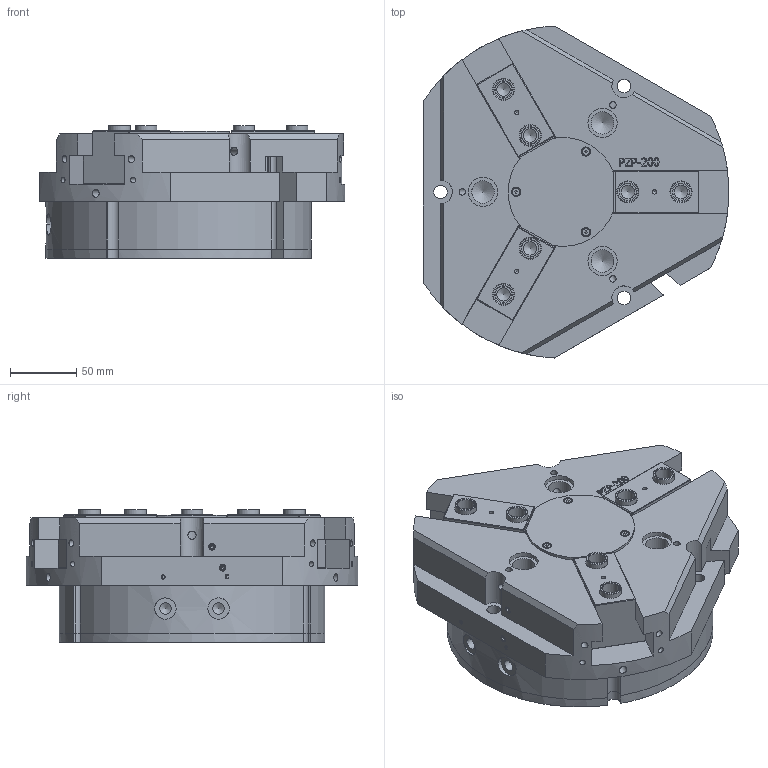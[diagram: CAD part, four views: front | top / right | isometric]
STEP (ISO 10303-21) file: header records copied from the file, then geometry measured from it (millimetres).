
FILE_DESCRIPTION(/* description */ (''),/* implementation_level */ '2;1');
FILE_NAME(/* name */ 'PZP-200-C1.stp',/* time_stamp */ '2020-07-01T14:25:40+02:00',/* author */ ('Emilio'),/* organization */ (''),/* preprocessor_version */ 'ST-DEVELOPER v17.2',/* originating_system */ 'Autodesk Inventor 2019',/* authorisation */ '');
FILE_SCHEMA (('AUTOMOTIVE_DESIGN { 1 0 10303 214 3 1 1 }'));
Length unit declared in the file: millimetre
Products named in the file (9): PZP-200-C1; PZP-200-CORPO-CLIENTE; PZP-200-FONDELLO-CLIENTE; ISO 10642  - M8  x  16; PZP-200-COPERCHIO-CLIENTE; DIN 913 - M5 x 5; PZP-200 GRIFFA C1 (OPP-200_PGP-200)-CLIENTE; ISO 10642  - M3  x  8; BOCCOLA 16H7L8.9
Assembly tree (27 placements, depth 2):
  PZP-200-C1
    PZP-200-CORPO-CLIENTE
    PZP-200-FONDELLO-CLIENTE
    ISO 10642  - M8  x  16  x8
    PZP-200-COPERCHIO-CLIENTE
    DIN 913 - M5 x 5  x4
    PZP-200 GRIFFA C1 (OPP-200_PGP-200)-CLIENTE  x3
    ISO 10642  - M3  x  8  x3
    BOCCOLA 16H7L8.9  x6
Bounding box: 230 x 249.69 x 100 mm (x, y, z)
Volume: 3166965.2 mm3; surface area: 355779.3 mm2
Topology: 27 solids, 27 shells, 773 faces, 2063 edges, 1368 vertices
Faces by surface type: plane 396, cylinder 166, cone 130, bspline 81
Full cylindrical faces by diameter (mm): 2.459 x3, 3 x3, 3.2 x1, 3.242 x3, 3.4 x3, 4 x3, 4.134 x13, 4.917 x3, 5 x10, 5.54 x3, 6 x3, 6.1 x3, 6.647 x8, 8 x10, 8.5 x5, 8.566 x2, 9 x3, 10 x8, 10.106 x9, 12.2 x3, 12.6 x6, 15.24 x8, 16 x13, 17 x3, 22 x3, 145 x1
Entity records: 17394 total; most frequent: CARTESIAN_POINT 4860, ORIENTED_EDGE 2626, DIRECTION 2310, EDGE_CURVE 1313, VERTEX_POINT 914, AXIS2_PLACEMENT_3D 819, LINE 672, VECTOR 672
